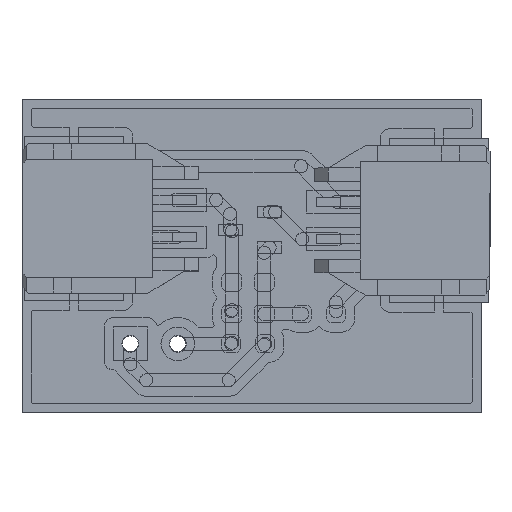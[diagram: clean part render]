
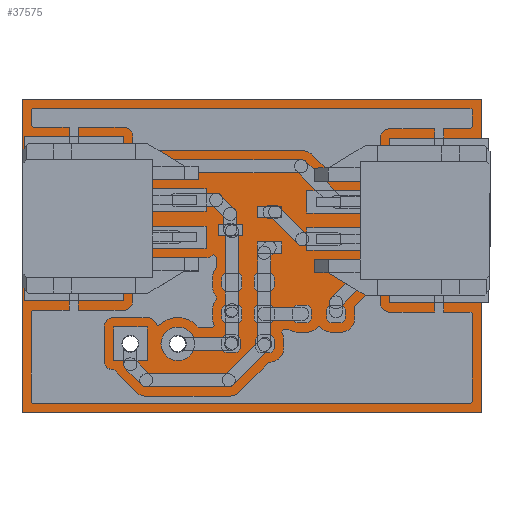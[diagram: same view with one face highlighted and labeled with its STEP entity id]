
A CAD part, top view. The second image highlights one B-rep face of the part: STEP entity #37575.
In plain terms, the highlighted planar face has unit normal (0, 0, 1).
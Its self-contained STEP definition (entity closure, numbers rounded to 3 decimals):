
#37441 = VERTEX_POINT('',#37442);
#37442 = CARTESIAN_POINT('',(49.9,-61.2,1.6));
#37448 = EDGE_CURVE('',#37441,#37449,#37451,.T.);
#37449 = VERTEX_POINT('',#37450);
#37450 = CARTESIAN_POINT('',(25.3,-61.2,1.6));
#37451 = LINE('',#37452,#37453);
#37452 = CARTESIAN_POINT('',(49.9,-61.2,1.6));
#37453 = VECTOR('',#37454,1.);
#37454 = DIRECTION('',(-1.,0.,0.));
#37481 = VERTEX_POINT('',#37482);
#37482 = CARTESIAN_POINT('',(49.9,-44.4,1.6));
#37488 = EDGE_CURVE('',#37481,#37441,#37489,.T.);
#37489 = LINE('',#37490,#37491);
#37490 = CARTESIAN_POINT('',(49.9,-44.4,1.6));
#37491 = VECTOR('',#37492,1.);
#37492 = DIRECTION('',(0.,-1.,0.));
#37510 = EDGE_CURVE('',#37449,#37511,#37513,.T.);
#37511 = VERTEX_POINT('',#37512);
#37512 = CARTESIAN_POINT('',(25.3,-44.4,1.6));
#37513 = LINE('',#37514,#37515);
#37514 = CARTESIAN_POINT('',(25.3,-61.2,1.6));
#37515 = VECTOR('',#37516,1.);
#37516 = DIRECTION('',(0.,1.,0.));
#37575 = ADVANCED_FACE('',(#37576,#37587,#37598),#37609,.T.);
#37576 = FACE_BOUND('',#37577,.T.);
#37577 = EDGE_LOOP('',(#37578,#37579,#37580,#37586));
#37578 = ORIENTED_EDGE('',*,*,#37448,.F.);
#37579 = ORIENTED_EDGE('',*,*,#37488,.F.);
#37580 = ORIENTED_EDGE('',*,*,#37581,.F.);
#37581 = EDGE_CURVE('',#37511,#37481,#37582,.T.);
#37582 = LINE('',#37583,#37584);
#37583 = CARTESIAN_POINT('',(25.3,-44.4,1.6));
#37584 = VECTOR('',#37585,1.);
#37585 = DIRECTION('',(1.,0.,0.));
#37586 = ORIENTED_EDGE('',*,*,#37510,.F.);
#37587 = FACE_BOUND('',#37588,.T.);
#37588 = EDGE_LOOP('',(#37589));
#37589 = ORIENTED_EDGE('',*,*,#37590,.T.);
#37590 = EDGE_CURVE('',#37591,#37591,#37593,.T.);
#37591 = VERTEX_POINT('',#37592);
#37592 = CARTESIAN_POINT('',(31.1,-57.95,1.6));
#37593 = CIRCLE('',#37594,0.45);
#37594 = AXIS2_PLACEMENT_3D('',#37595,#37596,#37597);
#37595 = CARTESIAN_POINT('',(31.1,-57.5,1.6));
#37596 = DIRECTION('',(-0.,0.,-1.));
#37597 = DIRECTION('',(-0.,-1.,0.));
#37598 = FACE_BOUND('',#37599,.T.);
#37599 = EDGE_LOOP('',(#37600));
#37600 = ORIENTED_EDGE('',*,*,#37601,.T.);
#37601 = EDGE_CURVE('',#37602,#37602,#37604,.T.);
#37602 = VERTEX_POINT('',#37603);
#37603 = CARTESIAN_POINT('',(33.64,-57.95,1.6));
#37604 = CIRCLE('',#37605,0.45);
#37605 = AXIS2_PLACEMENT_3D('',#37606,#37607,#37608);
#37606 = CARTESIAN_POINT('',(33.64,-57.5,1.6));
#37607 = DIRECTION('',(-0.,0.,-1.));
#37608 = DIRECTION('',(-0.,-1.,0.));
#37609 = PLANE('',#37610);
#37610 = AXIS2_PLACEMENT_3D('',#37611,#37612,#37613);
#37611 = CARTESIAN_POINT('',(0.,0.,1.6));
#37612 = DIRECTION('',(0.,0.,1.));
#37613 = DIRECTION('',(1.,0.,-0.));
